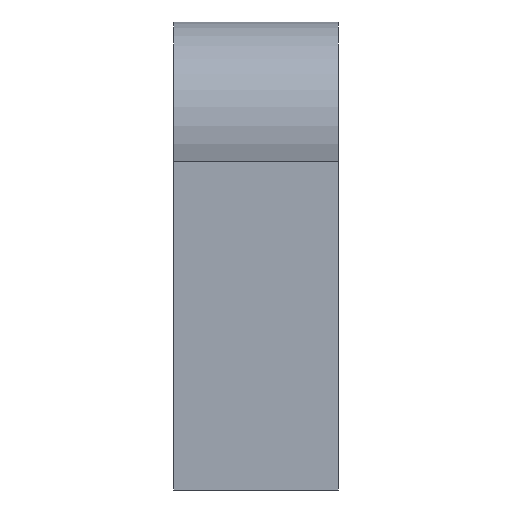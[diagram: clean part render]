
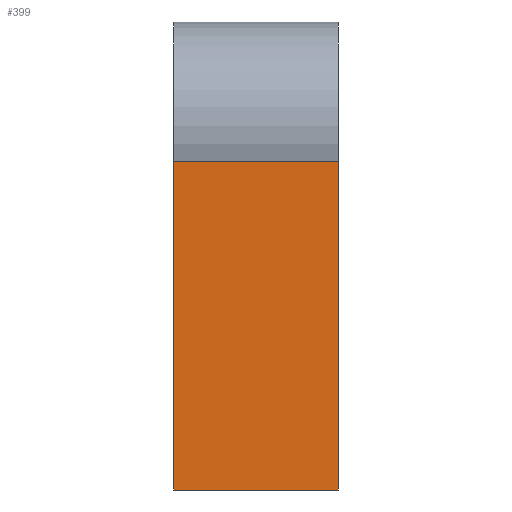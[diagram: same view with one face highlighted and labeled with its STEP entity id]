
A CAD part, left-side view. The second image highlights one B-rep face of the part: STEP entity #399.
In plain terms, the highlighted planar face has unit normal (-1, 0, 0).
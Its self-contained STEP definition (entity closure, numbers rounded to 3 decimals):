
#1=DIRECTION('',(0.,0.,1.));
#2=VECTOR('',#1,100.);
#3=CARTESIAN_POINT('',(-115.,0.,-50.));
#4=LINE('',#3,#2);
#85=DIRECTION('',(0.,1.,0.));
#86=VECTOR('',#85,50.);
#87=CARTESIAN_POINT('',(-115.,0.,-50.));
#88=LINE('',#87,#86);
#105=DIRECTION('',(0.,1.,0.));
#106=VECTOR('',#105,50.);
#107=CARTESIAN_POINT('',(-115.,0.,50.));
#108=LINE('',#107,#106);
#109=DIRECTION('',(0.,0.,1.));
#110=VECTOR('',#109,100.);
#111=CARTESIAN_POINT('',(-115.,50.,-50.));
#112=LINE('',#111,#110);
#249=CARTESIAN_POINT('',(-115.,0.,-50.));
#250=CARTESIAN_POINT('',(-115.,0.,50.));
#251=VERTEX_POINT('',#249);
#252=VERTEX_POINT('',#250);
#257=CARTESIAN_POINT('',(-115.,50.,-50.));
#258=CARTESIAN_POINT('',(-115.,50.,50.));
#259=VERTEX_POINT('',#257);
#260=VERTEX_POINT('',#258);
#385=CARTESIAN_POINT('',(-115.,0.,-50.));
#386=DIRECTION('',(-1.,0.,0.));
#387=DIRECTION('',(0.,0.,1.));
#388=AXIS2_PLACEMENT_3D('',#385,#386,#387);
#389=PLANE('',#388);
#390=ORIENTED_EDGE('',*,*,#334,.F.);
#392=ORIENTED_EDGE('',*,*,#391,.T.);
#394=ORIENTED_EDGE('',*,*,#393,.T.);
#396=ORIENTED_EDGE('',*,*,#395,.F.);
#397=EDGE_LOOP('',(#390,#392,#394,#396));
#398=FACE_OUTER_BOUND('',#397,.F.);
#399=ADVANCED_FACE('',(#398),#389,.T.);
#334=EDGE_CURVE('',#251,#252,#4,.T.);
#391=EDGE_CURVE('',#251,#259,#88,.T.);
#393=EDGE_CURVE('',#259,#260,#112,.T.);
#395=EDGE_CURVE('',#252,#260,#108,.T.);
